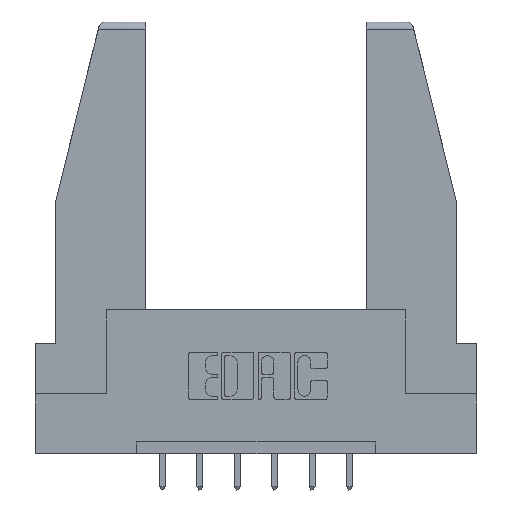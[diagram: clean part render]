
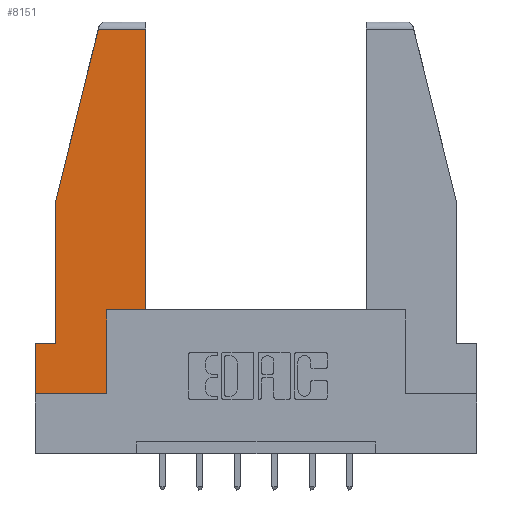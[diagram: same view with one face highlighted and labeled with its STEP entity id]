
A CAD part, top view. The second image highlights one B-rep face of the part: STEP entity #8151.
In plain terms, the highlighted planar face has unit normal (0, 0, 1).
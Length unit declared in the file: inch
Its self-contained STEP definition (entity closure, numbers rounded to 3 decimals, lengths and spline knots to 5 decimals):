
#295 = ORIENTED_EDGE ( 'NONE', *, *, #7709, .T. ) ;
#426 = CARTESIAN_POINT ( 'NONE',  ( 0.2636, 1.52, 0. ) ) ;
#448 = LINE ( 'NONE', #1232, #6623 ) ;
#765 = VECTOR ( 'NONE', #3150, 39.37008 ) ;
#1220 = VERTEX_POINT ( 'NONE', #8261 ) ;
#1232 = CARTESIAN_POINT ( 'NONE',  ( 0.461, 0.223, 0. ) ) ;
#1385 = VERTEX_POINT ( 'NONE', #10669 ) ;
#1426 = PLANE ( 'NONE',  #6224 ) ;
#1471 = ORIENTED_EDGE ( 'NONE', *, *, #9496, .T. ) ;
#1491 = VECTOR ( 'NONE', #2389, 39.37008 ) ;
#1521 = DIRECTION ( 'NONE',  ( 0., -1., 0. ) ) ;
#1684 = ORIENTED_EDGE ( 'NONE', *, *, #10251, .T. ) ;
#1775 = VECTOR ( 'NONE', #8440, 39.37008 ) ;
#1881 = CARTESIAN_POINT ( 'NONE',  ( 0.297, 0.223, 0. ) ) ;
#2046 = CARTESIAN_POINT ( 'NONE',  ( 0.086, 0.8, 0. ) ) ;
#2381 = EDGE_CURVE ( 'NONE', #2429, #7359, #10891, .T. ) ;
#2389 = DIRECTION ( 'NONE',  ( 0., 1., 0. ) ) ;
#2429 = VERTEX_POINT ( 'NONE', #9383 ) ;
#2593 = CARTESIAN_POINT ( 'NONE',  ( 0.086, 0.21, 0. ) ) ;
#2787 = EDGE_CURVE ( 'NONE', #5273, #6346, #3183, .T. ) ;
#2863 = EDGE_CURVE ( 'NONE', #11028, #9328, #8771, .T. ) ;
#2906 = LINE ( 'NONE', #3333, #1491 ) ;
#2916 = DIRECTION ( 'NONE',  ( 1., 0., 0. ) ) ;
#3140 = EDGE_CURVE ( 'NONE', #9328, #4196, #8338, .T. ) ;
#3150 = DIRECTION ( 'NONE',  ( -1., 0., 0. ) ) ;
#3183 = LINE ( 'NONE', #6579, #765 ) ;
#3333 = CARTESIAN_POINT ( 'NONE',  ( 0.297, 0., 0. ) ) ;
#3382 = LINE ( 'NONE', #6893, #7851 ) ;
#3932 = DIRECTION ( 'NONE',  ( 1., 0., 0. ) ) ;
#3989 = CARTESIAN_POINT ( 'NONE',  ( 0.297, 0., 0. ) ) ;
#4035 = CARTESIAN_POINT ( 'NONE',  ( 0., 0., 0. ) ) ;
#4196 = VERTEX_POINT ( 'NONE', #6841 ) ;
#4278 = ORIENTED_EDGE ( 'NONE', *, *, #3140, .T. ) ;
#4523 = ORIENTED_EDGE ( 'NONE', *, *, #2787, .T. ) ;
#4598 = ORIENTED_EDGE ( 'NONE', *, *, #2863, .T. ) ;
#4822 = CARTESIAN_POINT ( 'NONE',  ( 0.461, 1.52, 0. ) ) ;
#5273 = VERTEX_POINT ( 'NONE', #2593 ) ;
#5717 = DIRECTION ( 'NONE',  ( -1., 0., 0. ) ) ;
#6224 = AXIS2_PLACEMENT_3D ( 'NONE', #7538, #8462, #3932 ) ;
#6257 = EDGE_CURVE ( 'NONE', #7359, #1385, #2906, .T. ) ;
#6283 = CARTESIAN_POINT ( 'NONE',  ( 0., 0.21, 0. ) ) ;
#6346 = VERTEX_POINT ( 'NONE', #6283 ) ;
#6579 = CARTESIAN_POINT ( 'NONE',  ( 0., 0.21, 0. ) ) ;
#6623 = VECTOR ( 'NONE', #8427, 39.37008 ) ;
#6636 = EDGE_CURVE ( 'NONE', #4196, #5273, #9170, .T. ) ;
#6841 = CARTESIAN_POINT ( 'NONE',  ( 0.086, 0.8, 0. ) ) ;
#6893 = CARTESIAN_POINT ( 'NONE',  ( 0., 0.21, 0. ) ) ;
#7152 = LINE ( 'NONE', #1881, #10074 ) ;
#7359 = VERTEX_POINT ( 'NONE', #3989 ) ;
#7538 = CARTESIAN_POINT ( 'NONE',  ( 0., 0., 0. ) ) ;
#7709 = EDGE_CURVE ( 'NONE', #1220, #11028, #448, .T. ) ;
#7851 = VECTOR ( 'NONE', #1521, 39.37008 ) ;
#8151 = ADVANCED_FACE ( 'NONE', ( #8431 ), #1426, .T. ) ;
#8261 = CARTESIAN_POINT ( 'NONE',  ( 0.461, 0.223, 0. ) ) ;
#8338 = LINE ( 'NONE', #8523, #10862 ) ;
#8357 = EDGE_LOOP ( 'NONE', ( #295, #4598, #4278, #11339, #4523, #1471, #10341, #8365, #1684 ) ) ;
#8365 = ORIENTED_EDGE ( 'NONE', *, *, #6257, .T. ) ;
#8427 = DIRECTION ( 'NONE',  ( 0., 1., 0. ) ) ;
#8431 = FACE_OUTER_BOUND ( 'NONE', #8357, .T. ) ;
#8440 = DIRECTION ( 'NONE',  ( 1., 0., 0. ) ) ;
#8462 = DIRECTION ( 'NONE',  ( 0., 0., 1. ) ) ;
#8523 = CARTESIAN_POINT ( 'NONE',  ( 0.271, 1.55, 0. ) ) ;
#8771 = LINE ( 'NONE', #11170, #9611 ) ;
#9170 = LINE ( 'NONE', #2046, #9300 ) ;
#9300 = VECTOR ( 'NONE', #10185, 39.37008 ) ;
#9328 = VERTEX_POINT ( 'NONE', #426 ) ;
#9383 = CARTESIAN_POINT ( 'NONE',  ( 0., 0., 0. ) ) ;
#9496 = EDGE_CURVE ( 'NONE', #6346, #2429, #3382, .T. ) ;
#9611 = VECTOR ( 'NONE', #5717, 39.37008 ) ;
#10074 = VECTOR ( 'NONE', #2916, 39.37008 ) ;
#10185 = DIRECTION ( 'NONE',  ( 0., -1., 0. ) ) ;
#10251 = EDGE_CURVE ( 'NONE', #1385, #1220, #7152, .T. ) ;
#10341 = ORIENTED_EDGE ( 'NONE', *, *, #2381, .T. ) ;
#10669 = CARTESIAN_POINT ( 'NONE',  ( 0.297, 0.223, 0. ) ) ;
#10862 = VECTOR ( 'NONE', #11235, 39.37008 ) ;
#10891 = LINE ( 'NONE', #4035, #1775 ) ;
#11028 = VERTEX_POINT ( 'NONE', #4822 ) ;
#11170 = CARTESIAN_POINT ( 'NONE',  ( 0., 1.52, 0. ) ) ;
#11235 = DIRECTION ( 'NONE',  ( -0.239, -0.971, 0. ) ) ;
#11339 = ORIENTED_EDGE ( 'NONE', *, *, #6636, .T. ) ;
